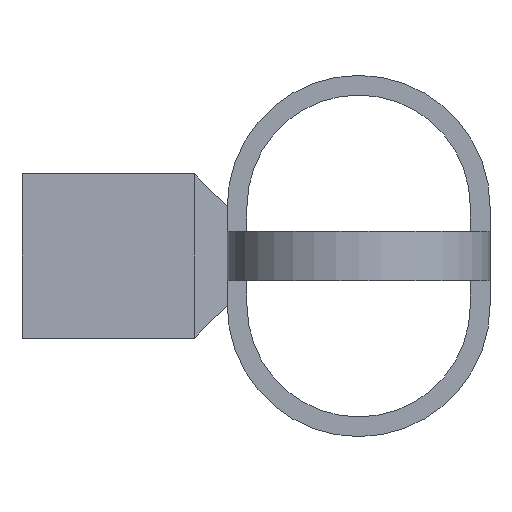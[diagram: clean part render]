
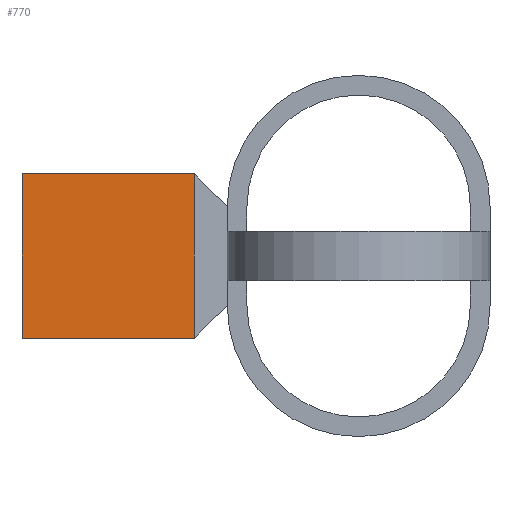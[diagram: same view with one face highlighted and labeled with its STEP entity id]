
A CAD part, left-side view. The second image highlights one B-rep face of the part: STEP entity #770.
In plain terms, the highlighted planar face has unit normal (-1, 0, 0).
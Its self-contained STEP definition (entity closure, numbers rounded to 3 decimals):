
#5 = VECTOR ( 'NONE', #700, 1000. ) ;
#41 = DIRECTION ( 'NONE',  ( 0., -1., 0. ) ) ;
#88 = ORIENTED_EDGE ( 'NONE', *, *, #716, .F. ) ;
#105 = CARTESIAN_POINT ( 'NONE',  ( -5., 28.5, -5. ) ) ;
#116 = EDGE_CURVE ( 'NONE', #257, #408, #368, .T. ) ;
#117 = LINE ( 'NONE', #976, #1081 ) ;
#153 = EDGE_CURVE ( 'NONE', #257, #330, #117, .T. ) ;
#202 = PLANE ( 'NONE',  #388 ) ;
#257 = VERTEX_POINT ( 'NONE', #396 ) ;
#291 = ORIENTED_EDGE ( 'NONE', *, *, #813, .T. ) ;
#330 = VERTEX_POINT ( 'NONE', #1077 ) ;
#331 = EDGE_LOOP ( 'NONE', ( #403, #291, #88, #863 ) ) ;
#354 = DIRECTION ( 'NONE',  ( 0., 0., 1. ) ) ;
#367 = CARTESIAN_POINT ( 'NONE',  ( -5., 18., 5. ) ) ;
#368 = LINE ( 'NONE', #105, #5 ) ;
#388 = AXIS2_PLACEMENT_3D ( 'NONE', #562, #478, #556 ) ;
#396 = CARTESIAN_POINT ( 'NONE',  ( -5., 28.5, -5. ) ) ;
#403 = ORIENTED_EDGE ( 'NONE', *, *, #116, .T. ) ;
#408 = VERTEX_POINT ( 'NONE', #594 ) ;
#478 = DIRECTION ( 'NONE',  ( 1., 0., 0. ) ) ;
#498 = DIRECTION ( 'NONE',  ( 0., 0., 1. ) ) ;
#556 = DIRECTION ( 'NONE',  ( 0., 1., 0. ) ) ;
#562 = CARTESIAN_POINT ( 'NONE',  ( -5., 28.5, -5. ) ) ;
#583 = CARTESIAN_POINT ( 'NONE',  ( -5., 18., -5. ) ) ;
#594 = CARTESIAN_POINT ( 'NONE',  ( -5., 18., -5. ) ) ;
#634 = LINE ( 'NONE', #984, #639 ) ;
#639 = VECTOR ( 'NONE', #41, 1000. ) ;
#647 = VERTEX_POINT ( 'NONE', #367 ) ;
#700 = DIRECTION ( 'NONE',  ( 0., -1., 0. ) ) ;
#716 = EDGE_CURVE ( 'NONE', #330, #647, #634, .T. ) ;
#756 = LINE ( 'NONE', #583, #929 ) ;
#770 = ADVANCED_FACE ( 'NONE', ( #804 ), #202, .F. ) ;
#804 = FACE_OUTER_BOUND ( 'NONE', #331, .T. ) ;
#813 = EDGE_CURVE ( 'NONE', #408, #647, #756, .T. ) ;
#863 = ORIENTED_EDGE ( 'NONE', *, *, #153, .F. ) ;
#929 = VECTOR ( 'NONE', #498, 1000. ) ;
#976 = CARTESIAN_POINT ( 'NONE',  ( -5., 28.5, -5. ) ) ;
#984 = CARTESIAN_POINT ( 'NONE',  ( -5., 28.5, 5. ) ) ;
#1077 = CARTESIAN_POINT ( 'NONE',  ( -5., 28.5, 5. ) ) ;
#1081 = VECTOR ( 'NONE', #354, 1000. ) ;
